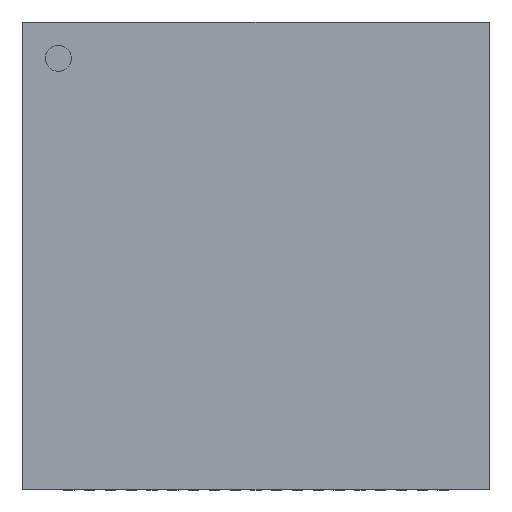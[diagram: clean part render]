
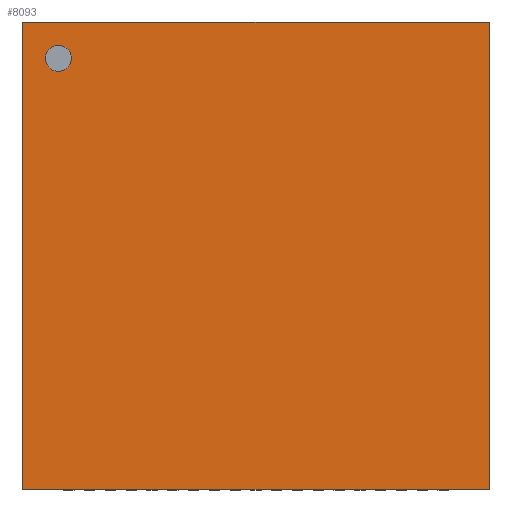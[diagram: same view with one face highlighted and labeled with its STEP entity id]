
A CAD part, top view. The second image highlights one B-rep face of the part: STEP entity #8093.
In plain terms, the highlighted planar face has unit normal (0, 0, 1).
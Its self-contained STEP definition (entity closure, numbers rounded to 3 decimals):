
#13=DIRECTION('',(0.,0.,1.));
#159=VECTOR('',#160,1.);
#160=DIRECTION('',(1.,0.,0.));
#166=VECTOR('',#167,1.);
#167=DIRECTION('',(0.,-1.,0.));
#183=DIRECTION('',(0.,-0.,-1.));
#1967=VERTEX_POINT('',#1968);
#1968=CARTESIAN_POINT('',(4.49,4.49,0.87));
#1971=EDGE_CURVE('',#1967,#1972,#1974,.T.);
#1972=VERTEX_POINT('',#1973);
#1973=CARTESIAN_POINT('',(4.49,-4.49,0.87));
#1974=LINE('',#1968,#166);
#2283=ORIENTED_EDGE('',*,*,#2284,.F.);
#2284=EDGE_CURVE('',#2285,#1967,#2287,.T.);
#2285=VERTEX_POINT('',#2286);
#2286=CARTESIAN_POINT('',(-4.49,4.49,0.87));
#2287=LINE('',#2286,#159);
#2623=ORIENTED_EDGE('',*,*,#2624,.T.);
#2624=EDGE_CURVE('',#2285,#2625,#2627,.T.);
#2625=VERTEX_POINT('',#2626);
#2626=CARTESIAN_POINT('',(-4.49,-4.49,0.87));
#2627=LINE('',#2286,#166);
#5405=EDGE_CURVE('',#2625,#1972,#5406,.T.);
#5406=LINE('',#2626,#159);
#8093=ADVANCED_FACE('',(#8094,#8098),#8108,.T.);
#8094=FACE_BOUND('',#8095,.T.);
#8095=EDGE_LOOP('',(#2283,#2623,#8096,#8097));
#8096=ORIENTED_EDGE('',*,*,#5405,.T.);
#8097=ORIENTED_EDGE('',*,*,#1971,.F.);
#8098=FACE_BOUND('',#8099,.T.);
#8099=EDGE_LOOP('',(#8100));
#8100=ORIENTED_EDGE('',*,*,#8101,.T.);
#8101=EDGE_CURVE('',#8102,#8102,#8104,.T.);
#8102=VERTEX_POINT('',#8103);
#8103=CARTESIAN_POINT('',(-3.8,3.55,0.87));
#8104=CIRCLE('',#8105,0.25);
#8105=AXIS2_PLACEMENT_3D('',#8106,#183,#8107);
#8106=CARTESIAN_POINT('',(-3.8,3.8,0.87));
#8107=DIRECTION('',(0.,-1.,0.));
#8108=PLANE('',#8109);
#8109=AXIS2_PLACEMENT_3D('',#2286,#13,#167);
